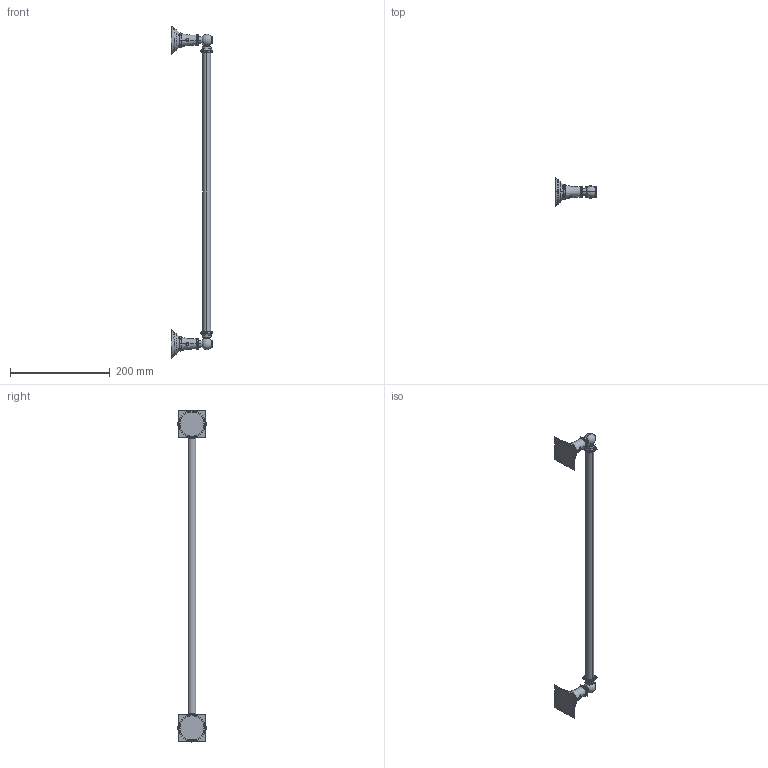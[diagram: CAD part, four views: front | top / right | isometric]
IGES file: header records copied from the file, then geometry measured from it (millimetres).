
Start section:  PTC IGES file: 5403_asm.igs
Global section: file name: 5403_asm.igs; native system: Creo Parametric by PTC Inc.; preprocessor: 2018400; author: jinson.thomas; organization: Unknown; date: 20190807.105017; units: inch
Bounding box: 83.97 x 56.54 x 666.15 mm (x, y, z)
Volume: 101403 mm3; surface area: 498218.5 mm2
Topology: 7 solids, 7 shells, 744 faces, 3954 edges, 5186 vertices
Faces by surface type: revolution 496, bspline 248
